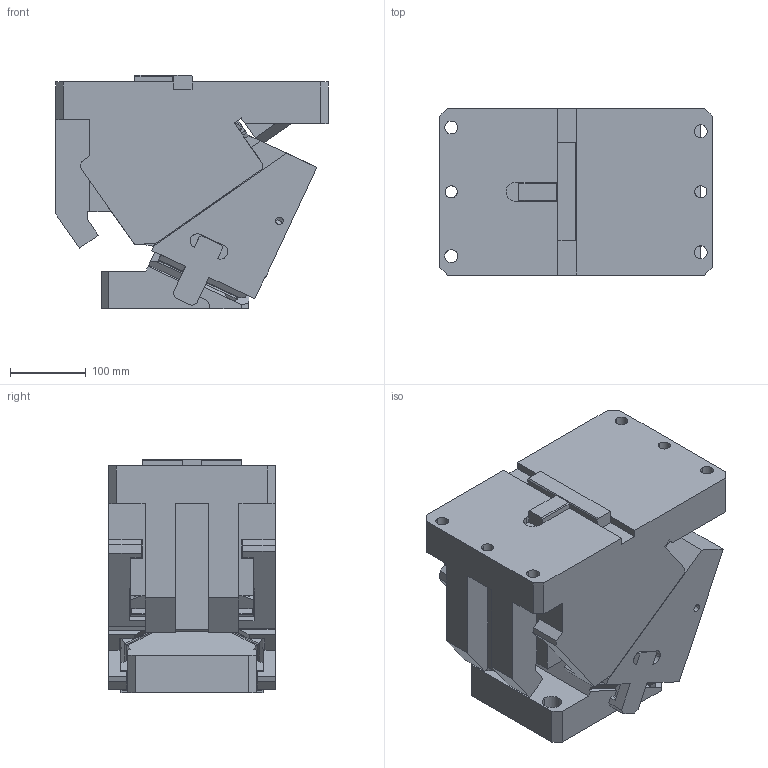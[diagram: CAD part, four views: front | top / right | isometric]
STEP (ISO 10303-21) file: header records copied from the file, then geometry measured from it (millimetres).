
FILE_DESCRIPTION(('CATIA V5 STEP Exchange'),'2;1');
FILE_NAME('CACV_F_220_25.stp','2015-04-27T06:54:36+00:00',('none'),('none'),'CATIA Version 5 Release 19 SP 2 (IN-10)','CATIA V5 STEP AP203','none');
FILE_SCHEMA(('CONFIG_CONTROL_DESIGN'));
Length unit declared in the file: millimetre
Products named in the file (1): CACV_F_220_25
Bounding box: 360 x 220 x 309 mm (x, y, z)
Volume: 15680538.8 mm3; surface area: 869927.7 mm2
Topology: 3 solids, 7 shells, 574 faces, 1618 edges, 1053 vertices
Faces by surface type: plane 398, cylinder 168, cone 8
Entity records: 19140 total; most frequent: CARTESIAN_POINT 4716, ORIENTED_EDGE 3224, DIRECTION 2525, EDGE_CURVE 1612, VECTOR 1268, LINE 1268, VERTEX_POINT 1053, AXIS2_PLACEMENT_3D 732
